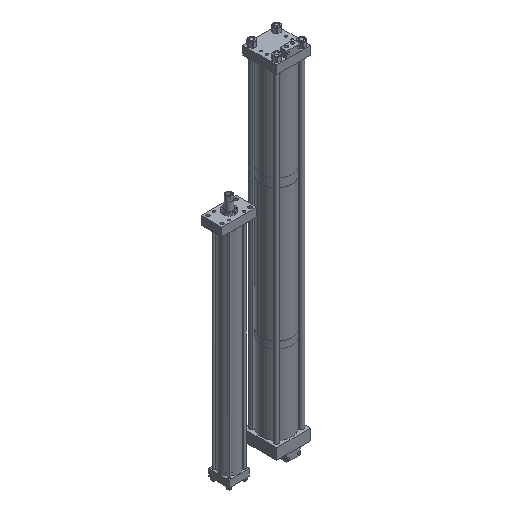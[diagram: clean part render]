
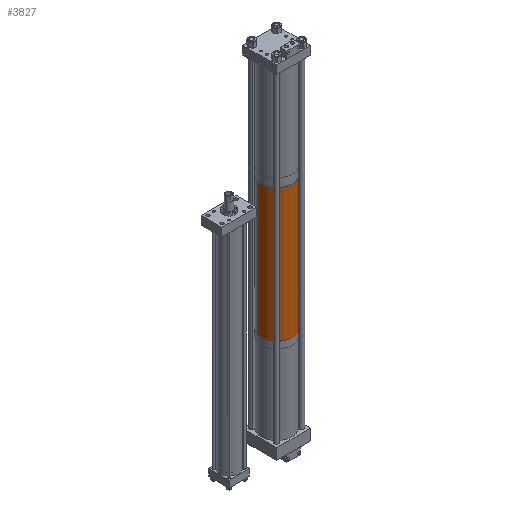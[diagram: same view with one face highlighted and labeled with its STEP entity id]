
A CAD part, isometric view. The second image highlights one B-rep face of the part: STEP entity #3827.
In plain terms, the highlighted cylindrical face has radius 57.15 mm (diameter 114.3 mm), a partial arc.
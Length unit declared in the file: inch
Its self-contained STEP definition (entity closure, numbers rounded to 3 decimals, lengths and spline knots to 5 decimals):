
#204 = VECTOR ( 'NONE', #5204, 39.37008 ) ;
#983 = EDGE_CURVE ( 'NONE', #11590, #1204, #1516, .T. ) ;
#1081 = LINE ( 'NONE', #13153, #204 ) ;
#1204 = VERTEX_POINT ( 'NONE', #10735 ) ;
#1328 = LINE ( 'NONE', #3424, #5371 ) ;
#1516 = CIRCLE ( 'NONE', #3520, 2.25 ) ;
#1743 = AXIS2_PLACEMENT_3D ( 'NONE', #2814, #10685, #5124 ) ;
#1774 = CARTESIAN_POINT ( 'NONE',  ( -2.25, 0., 19.536 ) ) ;
#2054 = ORIENTED_EDGE ( 'NONE', *, *, #8888, .T. ) ;
#2622 = DIRECTION ( 'NONE',  ( 0., 0., -1. ) ) ;
#2637 = EDGE_CURVE ( 'NONE', #2640, #10909, #5877, .T. ) ;
#2640 = VERTEX_POINT ( 'NONE', #1774 ) ;
#2676 = DIRECTION ( 'NONE',  ( 0., 0., 1. ) ) ;
#2814 = CARTESIAN_POINT ( 'NONE',  ( 0., 0., 19.536 ) ) ;
#3424 = CARTESIAN_POINT ( 'NONE',  ( 2.25, 0., 19.536 ) ) ;
#3520 = AXIS2_PLACEMENT_3D ( 'NONE', #3801, #2676, #12635 ) ;
#3733 = AXIS2_PLACEMENT_3D ( 'NONE', #6788, #9033, #12403 ) ;
#3801 = CARTESIAN_POINT ( 'NONE',  ( 0., 0., 0. ) ) ;
#3827 = ADVANCED_FACE ( 'NONE', ( #6585 ), #8490, .T. ) ;
#4027 = ORIENTED_EDGE ( 'NONE', *, *, #983, .T. ) ;
#5086 = EDGE_LOOP ( 'NONE', ( #8347, #9124, #2054, #4027 ) ) ;
#5124 = DIRECTION ( 'NONE',  ( 1., 0., 0. ) ) ;
#5204 = DIRECTION ( 'NONE',  ( 0., 0., -1. ) ) ;
#5371 = VECTOR ( 'NONE', #2622, 39.37008 ) ;
#5877 = CIRCLE ( 'NONE', #1743, 2.25 ) ;
#6228 = EDGE_CURVE ( 'NONE', #10909, #1204, #1328, .T. ) ;
#6585 = FACE_OUTER_BOUND ( 'NONE', #5086, .T. ) ;
#6788 = CARTESIAN_POINT ( 'NONE',  ( 0., 0., 19.536 ) ) ;
#8347 = ORIENTED_EDGE ( 'NONE', *, *, #6228, .F. ) ;
#8490 = CYLINDRICAL_SURFACE ( 'NONE', #3733, 2.25 ) ;
#8888 = EDGE_CURVE ( 'NONE', #2640, #11590, #1081, .T. ) ;
#9033 = DIRECTION ( 'NONE',  ( 0., 0., -1. ) ) ;
#9124 = ORIENTED_EDGE ( 'NONE', *, *, #2637, .F. ) ;
#9223 = CARTESIAN_POINT ( 'NONE',  ( 2.25, 0., 19.536 ) ) ;
#10685 = DIRECTION ( 'NONE',  ( 0., 0., 1. ) ) ;
#10735 = CARTESIAN_POINT ( 'NONE',  ( 2.25, 0., 0. ) ) ;
#10909 = VERTEX_POINT ( 'NONE', #9223 ) ;
#11590 = VERTEX_POINT ( 'NONE', #14046 ) ;
#12403 = DIRECTION ( 'NONE',  ( -1., 0., 0. ) ) ;
#12635 = DIRECTION ( 'NONE',  ( 1., 0., 0. ) ) ;
#13153 = CARTESIAN_POINT ( 'NONE',  ( -2.25, 0., 19.536 ) ) ;
#14046 = CARTESIAN_POINT ( 'NONE',  ( -2.25, 0., 0. ) ) ;
